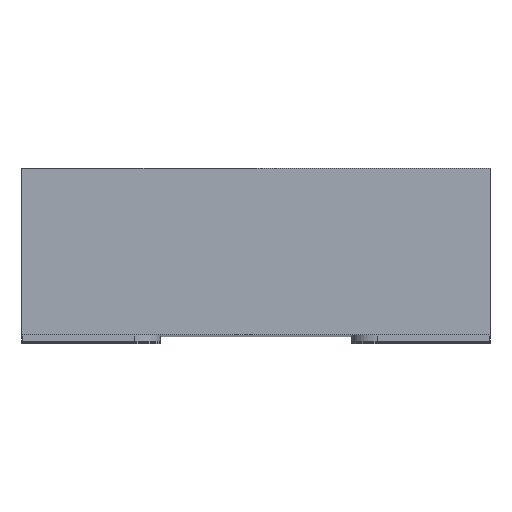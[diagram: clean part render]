
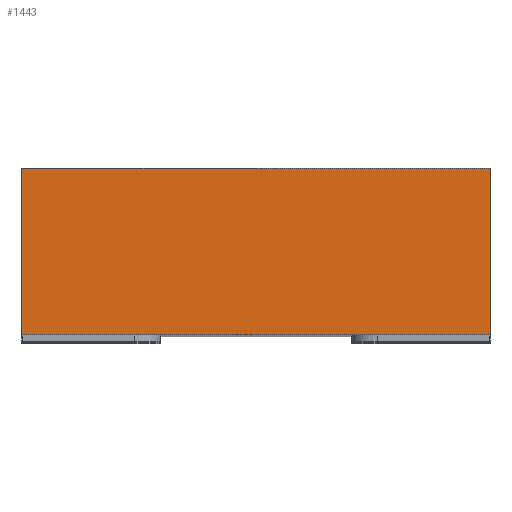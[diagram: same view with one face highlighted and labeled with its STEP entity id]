
A CAD part, top view. The second image highlights one B-rep face of the part: STEP entity #1443.
In plain terms, the highlighted planar face has unit normal (0, 0, 1).
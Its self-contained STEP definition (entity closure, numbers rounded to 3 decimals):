
#3 = PLANE ( 'NONE',  #1104 ) ;
#86 = VECTOR ( 'NONE', #2149, 1000. ) ;
#114 = DIRECTION ( 'NONE',  ( 0., -1., 0. ) ) ;
#148 = LINE ( 'NONE', #1873, #86 ) ;
#156 = ORIENTED_EDGE ( 'NONE', *, *, #626, .F. ) ;
#166 = DIRECTION ( 'NONE',  ( 1., 0., 0. ) ) ;
#238 = EDGE_CURVE ( 'NONE', #2657, #1122, #148, .T. ) ;
#280 = EDGE_CURVE ( 'NONE', #892, #1122, #2393, .T. ) ;
#287 = VECTOR ( 'NONE', #166, 1000. ) ;
#355 = CARTESIAN_POINT ( 'NONE',  ( 0.675, 0.02, 1.65 ) ) ;
#522 = CARTESIAN_POINT ( 'NONE',  ( 0.675, 0.5, 1.65 ) ) ;
#563 = CARTESIAN_POINT ( 'NONE',  ( -0.675, 0.02, 1.65 ) ) ;
#626 = EDGE_CURVE ( 'NONE', #1322, #2657, #1518, .T. ) ;
#754 = CARTESIAN_POINT ( 'NONE',  ( -0.675, 0.5, 1.65 ) ) ;
#868 = EDGE_LOOP ( 'NONE', ( #1237, #2205, #156, #2929 ) ) ;
#892 = VERTEX_POINT ( 'NONE', #563 ) ;
#1042 = VECTOR ( 'NONE', #114, 1000. ) ;
#1104 = AXIS2_PLACEMENT_3D ( 'NONE', #754, #1414, #1538 ) ;
#1122 = VERTEX_POINT ( 'NONE', #355 ) ;
#1237 = ORIENTED_EDGE ( 'NONE', *, *, #280, .T. ) ;
#1247 = CARTESIAN_POINT ( 'NONE',  ( -0.675, 0.5, 1.65 ) ) ;
#1322 = VERTEX_POINT ( 'NONE', #1247 ) ;
#1414 = DIRECTION ( 'NONE',  ( 0., 0., -1. ) ) ;
#1420 = EDGE_CURVE ( 'NONE', #1322, #892, #1724, .T. ) ;
#1443 = ADVANCED_FACE ( 'NONE', ( #2804 ), #3, .F. ) ;
#1518 = LINE ( 'NONE', #2656, #287 ) ;
#1538 = DIRECTION ( 'NONE',  ( -1., 0., 0. ) ) ;
#1724 = LINE ( 'NONE', #2782, #1042 ) ;
#1780 = VECTOR ( 'NONE', #2390, 1000. ) ;
#1873 = CARTESIAN_POINT ( 'NONE',  ( 0.675, 0.5, 1.65 ) ) ;
#2149 = DIRECTION ( 'NONE',  ( 0., -1., 0. ) ) ;
#2205 = ORIENTED_EDGE ( 'NONE', *, *, #238, .F. ) ;
#2390 = DIRECTION ( 'NONE',  ( 1., 0., 0. ) ) ;
#2393 = LINE ( 'NONE', #2495, #1780 ) ;
#2495 = CARTESIAN_POINT ( 'NONE',  ( -0.675, 0.02, 1.65 ) ) ;
#2656 = CARTESIAN_POINT ( 'NONE',  ( -0.675, 0.5, 1.65 ) ) ;
#2657 = VERTEX_POINT ( 'NONE', #522 ) ;
#2782 = CARTESIAN_POINT ( 'NONE',  ( -0.675, 0.5, 1.65 ) ) ;
#2804 = FACE_OUTER_BOUND ( 'NONE', #868, .T. ) ;
#2929 = ORIENTED_EDGE ( 'NONE', *, *, #1420, .T. ) ;
